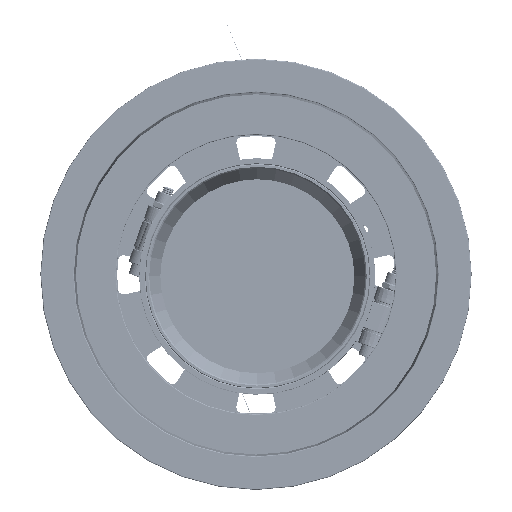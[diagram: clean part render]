
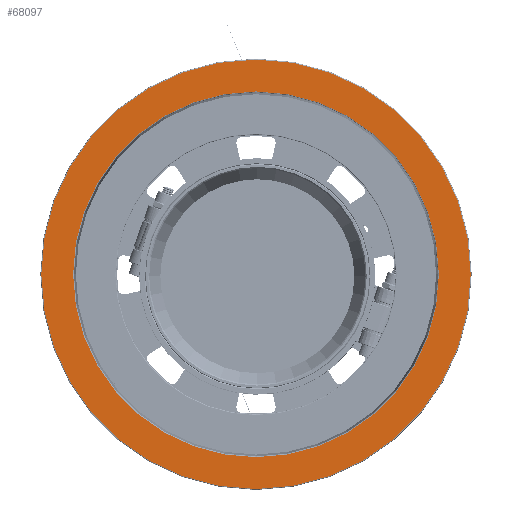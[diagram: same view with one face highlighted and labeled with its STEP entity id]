
A CAD part, top view. The second image highlights one B-rep face of the part: STEP entity #68097.
In plain terms, the highlighted planar face has unit normal (0, 0, 1).
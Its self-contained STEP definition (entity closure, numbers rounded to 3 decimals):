
#2299 = PLANE ( 'NONE',  #96979 ) ;
#3905 = DIRECTION ( 'NONE',  ( 0., 0., -1. ) ) ;
#4609 = FACE_OUTER_BOUND ( 'NONE', #22884, .T. ) ;
#6732 = EDGE_CURVE ( 'NONE', #95148, #6942, #70807, .T. ) ;
#6942 = VERTEX_POINT ( 'NONE', #154500 ) ;
#10082 = EDGE_CURVE ( 'NONE', #6942, #95148, #73354, .T. ) ;
#14089 = DIRECTION ( 'NONE',  ( -1., 0., 0. ) ) ;
#18295 = EDGE_LOOP ( 'NONE', ( #85278, #106726 ) ) ;
#21554 = ORIENTED_EDGE ( 'NONE', *, *, #10082, .F. ) ;
#21632 = VERTEX_POINT ( 'NONE', #71500 ) ;
#22884 = EDGE_LOOP ( 'NONE', ( #21554, #102784 ) ) ;
#28926 = DIRECTION ( 'NONE',  ( 0., 0., -1. ) ) ;
#39620 = CARTESIAN_POINT ( 'NONE',  ( 0., 0., 2.5 ) ) ;
#41289 = DIRECTION ( 'NONE',  ( -1., 0., 0. ) ) ;
#45696 = VERTEX_POINT ( 'NONE', #68601 ) ;
#51990 = DIRECTION ( 'NONE',  ( 0., 0., -1. ) ) ;
#53497 = DIRECTION ( 'NONE',  ( -1., 0., 0. ) ) ;
#68097 = ADVANCED_FACE ( 'NONE', ( #113155, #4609 ), #2299, .F. ) ;
#68601 = CARTESIAN_POINT ( 'NONE',  ( 65.988, 0., 2.5 ) ) ;
#69857 = EDGE_CURVE ( 'NONE', #21632, #45696, #72873, .T. ) ;
#70807 = CIRCLE ( 'NONE', #88291, 77.458 ) ;
#71500 = CARTESIAN_POINT ( 'NONE',  ( -65.988, 0., 2.5 ) ) ;
#72873 = CIRCLE ( 'NONE', #120494, 65.988 ) ;
#73354 = CIRCLE ( 'NONE', #97644, 77.458 ) ;
#74273 = DIRECTION ( 'NONE',  ( 0., 0., 1. ) ) ;
#81194 = CIRCLE ( 'NONE', #155206, 65.988 ) ;
#85278 = ORIENTED_EDGE ( 'NONE', *, *, #69857, .F. ) ;
#88006 = DIRECTION ( 'NONE',  ( -1., 0., 0. ) ) ;
#88291 = AXIS2_PLACEMENT_3D ( 'NONE', #148179, #51990, #41289 ) ;
#95148 = VERTEX_POINT ( 'NONE', #103976 ) ;
#96979 = AXIS2_PLACEMENT_3D ( 'NONE', #102869, #3905, #151235 ) ;
#97644 = AXIS2_PLACEMENT_3D ( 'NONE', #39620, #28926, #88006 ) ;
#102784 = ORIENTED_EDGE ( 'NONE', *, *, #6732, .F. ) ;
#102869 = CARTESIAN_POINT ( 'NONE',  ( 0., 0., 2.5 ) ) ;
#103976 = CARTESIAN_POINT ( 'NONE',  ( 77.458, 0., 2.5 ) ) ;
#106726 = ORIENTED_EDGE ( 'NONE', *, *, #139598, .F. ) ;
#113155 = FACE_BOUND ( 'NONE', #18295, .T. ) ;
#120494 = AXIS2_PLACEMENT_3D ( 'NONE', #126273, #151267, #53497 ) ;
#126273 = CARTESIAN_POINT ( 'NONE',  ( 0., 0., 2.5 ) ) ;
#134855 = CARTESIAN_POINT ( 'NONE',  ( 0., 0., 2.5 ) ) ;
#139598 = EDGE_CURVE ( 'NONE', #45696, #21632, #81194, .T. ) ;
#148179 = CARTESIAN_POINT ( 'NONE',  ( 0., 0., 2.5 ) ) ;
#151235 = DIRECTION ( 'NONE',  ( -1., 0., 0. ) ) ;
#151267 = DIRECTION ( 'NONE',  ( 0., 0., 1. ) ) ;
#154500 = CARTESIAN_POINT ( 'NONE',  ( -77.458, 0., 2.5 ) ) ;
#155206 = AXIS2_PLACEMENT_3D ( 'NONE', #134855, #74273, #14089 ) ;
